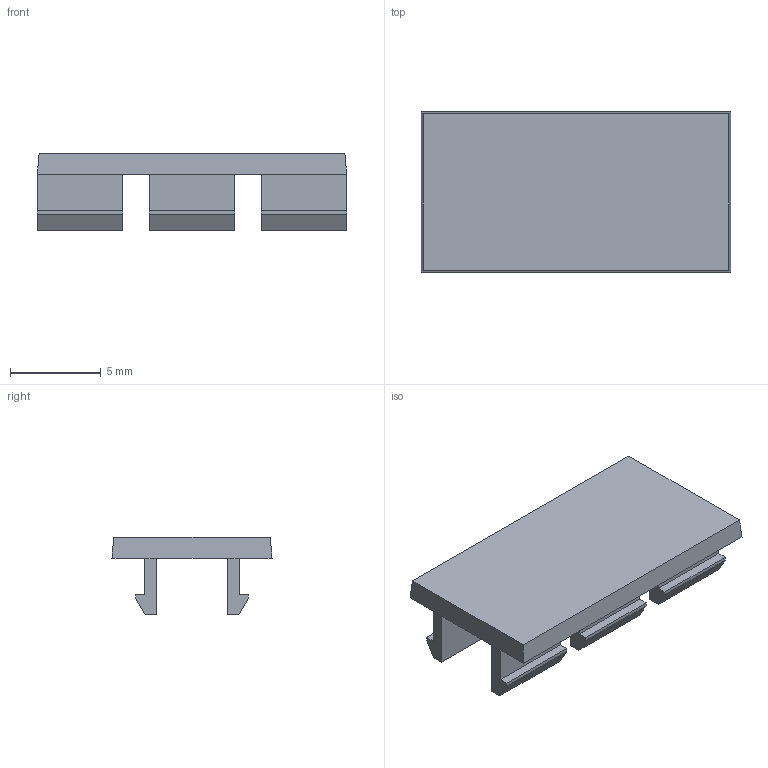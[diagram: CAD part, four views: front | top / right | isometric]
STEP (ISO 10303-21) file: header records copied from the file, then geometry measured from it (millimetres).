
FILE_DESCRIPTION(('Creo Elements/Direct Modeling STEP Export'),'2;1');
FILE_NAME('model.stp','2020-07-29T 1:34:41',(''),(''),'Creo Elements/Direct Modeling STEP processor for AP214 (Solid Model)','Creo Elements/Direct Modeling 20.1A 29-Sep-2018 (C) Parametric Technology GmbH','');
FILE_SCHEMA(('AUTOMOTIVE_DESIGN { 1 0 10303 214 1 1 1 1 }'));
Length unit declared in the file: millimetre
Products named in the file (2): UCT_EM_17X9-select
Assembly tree (1 placements, depth 2):
  UCT_EM_17X9-select
    UCT_EM_17X9-select
Bounding box: 17 x 8.8 x 4.25 mm (x, y, z)
Volume: 234.8 mm3; surface area: 573.4 mm2
Topology: 1 solids, 1 shells, 54 faces, 142 edges, 92 vertices
Faces by surface type: plane 54
Entity records: 1937 total; most frequent: ORIENTED_EDGE 284, CARTESIAN_POINT 255, DIRECTION 197, EDGE_CURVE 142, VECTOR 129, LINE 129, VERTEX_POINT 92, EDGE_LOOP 56
